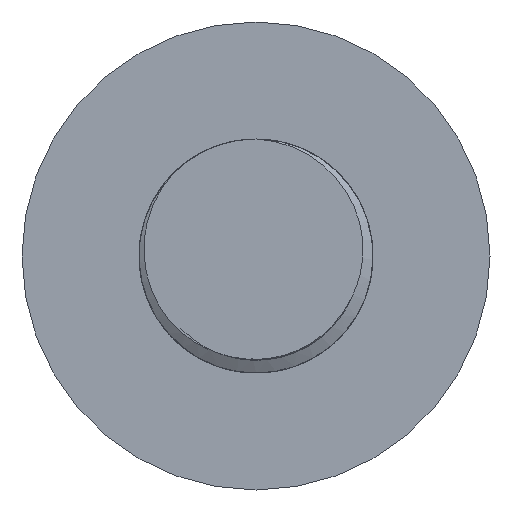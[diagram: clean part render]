
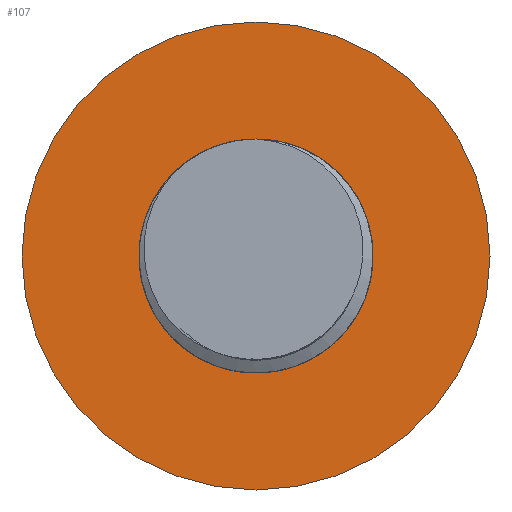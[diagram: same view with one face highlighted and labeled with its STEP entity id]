
A CAD part, front view. The second image highlights one B-rep face of the part: STEP entity #107.
In plain terms, the highlighted planar face has unit normal (0, -1, 0).
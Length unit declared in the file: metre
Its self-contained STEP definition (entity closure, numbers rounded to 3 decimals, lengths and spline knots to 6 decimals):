
#19=B_SPLINE_CURVE_WITH_KNOTS('',3,(#166,#167,#168,#169,#170,#171,#172),
 .UNSPECIFIED.,.F.,.F.,(4,1,1,1,4),(0.060969,0.063914,
0.066859,0.069804,0.07275),.UNSPECIFIED.);
#20=B_SPLINE_CURVE_WITH_KNOTS('',3,(#174,#175,#176,#177,#178,#179,#180),
 .UNSPECIFIED.,.F.,.F.,(4,1,1,1,4),(0.026578,0.028818,
0.031058,0.033298,0.035538),.UNSPECIFIED.);
#21=B_SPLINE_CURVE_WITH_KNOTS('',3,(#182,#183,#184,#185,#186,#187,#188),
 .UNSPECIFIED.,.F.,.F.,(4,1,1,1,4),(0.033867,0.036835,
0.039803,0.042771,0.045739),.UNSPECIFIED.);
#25=PLANE('',#130);
#30=ORIENTED_EDGE('',*,*,#58,.F.);
#31=ORIENTED_EDGE('',*,*,#59,.T.);
#32=ORIENTED_EDGE('',*,*,#60,.T.);
#33=ORIENTED_EDGE('',*,*,#61,.T.);
#34=ORIENTED_EDGE('',*,*,#56,.T.);
#56=EDGE_CURVE('',#70,#70,#80,.T.);
#58=EDGE_CURVE('',#72,#73,#82,.T.);
#59=EDGE_CURVE('',#72,#74,#19,.T.);
#60=EDGE_CURVE('',#74,#75,#20,.T.);
#61=EDGE_CURVE('',#75,#73,#21,.T.);
#70=VERTEX_POINT('',#159);
#72=VERTEX_POINT('',#164);
#73=VERTEX_POINT('',#165);
#74=VERTEX_POINT('',#173);
#75=VERTEX_POINT('',#181);
#80=CIRCLE('',#128,0.0127);
#82=CIRCLE('',#131,0.00635);
#86=EDGE_LOOP('',(#30,#31,#32,#33));
#87=EDGE_LOOP('',(#34));
#96=FACE_BOUND('',#86,.T.);
#97=FACE_BOUND('',#87,.T.);
#107=ADVANCED_FACE('',(#96,#97),#25,.T.);
#128=AXIS2_PLACEMENT_3D('',#158,#140,#141);
#130=AXIS2_PLACEMENT_3D('',#162,#144,#145);
#131=AXIS2_PLACEMENT_3D('',#163,#146,#147);
#140=DIRECTION('',(0.,-1.,0.));
#141=DIRECTION('',(0.,0.,-1.));
#144=DIRECTION('',(0.,-1.,0.));
#145=DIRECTION('',(1.,0.,0.));
#146=DIRECTION('',(0.,-1.,0.));
#147=DIRECTION('',(0.,0.,-1.));
#158=CARTESIAN_POINT('',(0.,-0.01016,0.));
#159=CARTESIAN_POINT('',(0.,-0.01016,-0.0127));
#162=CARTESIAN_POINT('',(0.,-0.01016,0.));
#163=CARTESIAN_POINT('',(0.,-0.01016,0.));
#164=CARTESIAN_POINT('',(0.,-0.01016,0.00635));
#165=CARTESIAN_POINT('',(-0.004449,-0.01016,0.004531));
#166=CARTESIAN_POINT('',(0.,-0.01016,0.00635));
#167=CARTESIAN_POINT('',(0.000988,-0.01016,0.006301));
#168=CARTESIAN_POINT('',(0.002913,-0.01016,0.005725));
#169=CARTESIAN_POINT('',(0.0051,-0.01016,0.003625));
#170=CARTESIAN_POINT('',(0.006053,-0.01016,0.000751));
#171=CARTESIAN_POINT('',(0.005674,-0.01016,-0.001231));
#172=CARTESIAN_POINT('',(0.005249,-0.01016,-0.002123));
#173=CARTESIAN_POINT('',(0.005249,-0.01016,-0.002123));
#174=CARTESIAN_POINT('',(0.005249,-0.01016,-0.002123));
#175=CARTESIAN_POINT('',(0.004944,-0.01016,-0.002806));
#176=CARTESIAN_POINT('',(0.00409,-0.01016,-0.004048));
#177=CARTESIAN_POINT('',(0.002195,-0.01016,-0.005301));
#178=CARTESIAN_POINT('',(-0.000019,-0.01016,-0.005753));
#179=CARTESIAN_POINT('',(-0.001505,-0.01016,-0.005478));
#180=CARTESIAN_POINT('',(-0.002196,-0.01016,-0.005219));
#181=CARTESIAN_POINT('',(-0.002196,-0.01016,-0.005219));
#182=CARTESIAN_POINT('',(-0.002196,-0.01016,-0.005219));
#183=CARTESIAN_POINT('',(-0.003137,-0.01016,-0.004893));
#184=CARTESIAN_POINT('',(-0.004814,-0.01016,-0.003754));
#185=CARTESIAN_POINT('',(-0.006179,-0.01016,-0.001008));
#186=CARTESIAN_POINT('',(-0.006107,-0.01016,0.002029));
#187=CARTESIAN_POINT('',(-0.005116,-0.01016,0.003799));
#188=CARTESIAN_POINT('',(-0.004449,-0.01016,0.004531));
